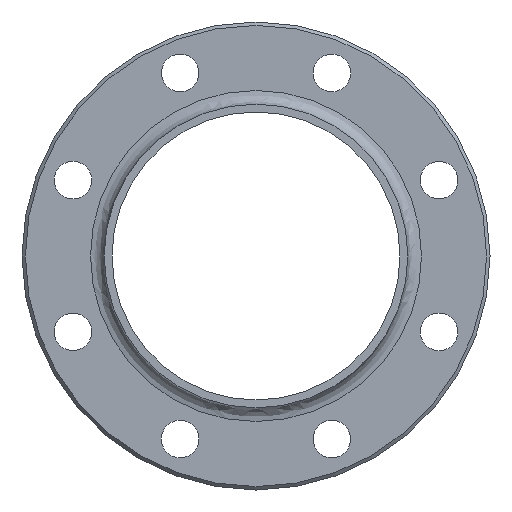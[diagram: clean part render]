
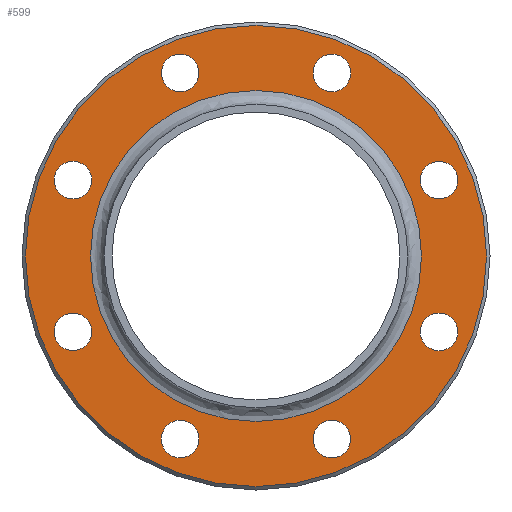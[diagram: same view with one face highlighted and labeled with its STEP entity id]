
A CAD part, left-side view. The second image highlights one B-rep face of the part: STEP entity #599.
In plain terms, the highlighted planar face has unit normal (-1, 0, 0).
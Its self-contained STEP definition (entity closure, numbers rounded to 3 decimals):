
#94=CARTESIAN_POINT('',(46.,-18.307,-49.696));
#95=VERTEX_POINT('',#94);
#96=CARTESIAN_POINT('',(46.,-22.196,-53.585));
#97=DIRECTION('',(1.,0.0,0.0));
#98=DIRECTION('',(0.0,-0.707,-0.707));
#99=AXIS2_PLACEMENT_3D('',#96,#97,#98);
#100=CIRCLE('',#99,5.5);
#101=EDGE_CURVE('',#95,#95,#100,.T.);
#143=CARTESIAN_POINT('',(46.,-48.085,-22.196));
#144=VERTEX_POINT('',#143);
#145=CARTESIAN_POINT('',(46.,-53.585,-22.196));
#146=DIRECTION('',(1.0,0.0,0.0));
#147=DIRECTION('',(0.0,-1.0,0.0));
#148=AXIS2_PLACEMENT_3D('',#145,#146,#147);
#149=CIRCLE('',#148,5.5);
#150=EDGE_CURVE('',#144,#144,#149,.T.);
#192=CARTESIAN_POINT('',(46.,-49.696,18.307));
#193=VERTEX_POINT('',#192);
#194=CARTESIAN_POINT('',(46.,-53.585,22.196));
#195=DIRECTION('',(1.0,0.0,0.0));
#196=DIRECTION('',(0.0,-0.707,0.707));
#197=AXIS2_PLACEMENT_3D('',#194,#195,#196);
#198=CIRCLE('',#197,5.5);
#199=EDGE_CURVE('',#193,#193,#198,.T.);
#241=CARTESIAN_POINT('',(46.,-22.196,48.085));
#242=VERTEX_POINT('',#241);
#243=CARTESIAN_POINT('',(46.,-22.196,53.585));
#244=DIRECTION('',(1.0,0.0,0.0));
#245=DIRECTION('',(0.0,0.0,1.0));
#246=AXIS2_PLACEMENT_3D('',#243,#244,#245);
#247=CIRCLE('',#246,5.5);
#248=EDGE_CURVE('',#242,#242,#247,.T.);
#290=CARTESIAN_POINT('',(46.,18.307,49.696));
#291=VERTEX_POINT('',#290);
#292=CARTESIAN_POINT('',(46.,22.196,53.585));
#293=DIRECTION('',(1.0,0.0,0.0));
#294=DIRECTION('',(0.0,0.707,0.707));
#295=AXIS2_PLACEMENT_3D('',#292,#293,#294);
#296=CIRCLE('',#295,5.5);
#297=EDGE_CURVE('',#291,#291,#296,.T.);
#339=CARTESIAN_POINT('',(46.,48.085,22.196));
#340=VERTEX_POINT('',#339);
#341=CARTESIAN_POINT('',(46.,53.585,22.196));
#342=DIRECTION('',(1.0,0.0,0.0));
#343=DIRECTION('',(0.0,1.0,0.0));
#344=AXIS2_PLACEMENT_3D('',#341,#342,#343);
#345=CIRCLE('',#344,5.5);
#346=EDGE_CURVE('',#340,#340,#345,.T.);
#388=CARTESIAN_POINT('',(46.,49.696,-18.307));
#389=VERTEX_POINT('',#388);
#390=CARTESIAN_POINT('',(46.,53.585,-22.196));
#391=DIRECTION('',(1.0,0.0,0.0));
#392=DIRECTION('',(0.0,0.707,-0.707));
#393=AXIS2_PLACEMENT_3D('',#390,#391,#392);
#394=CIRCLE('',#393,5.5);
#395=EDGE_CURVE('',#389,#389,#394,.T.);
#437=CARTESIAN_POINT('',(46.,22.196,-48.085));
#438=VERTEX_POINT('',#437);
#439=CARTESIAN_POINT('',(46.,22.196,-53.585));
#440=DIRECTION('',(1.0,0.0,0.0));
#441=DIRECTION('',(0.0,0.0,-1.0));
#442=AXIS2_PLACEMENT_3D('',#439,#440,#441);
#443=CIRCLE('',#442,5.5);
#444=EDGE_CURVE('',#438,#438,#443,.T.);
#533=CARTESIAN_POINT('',(46.,67.5,0.));
#534=VERTEX_POINT('',#533);
#535=CARTESIAN_POINT('',(46.,0.0,0.0));
#536=DIRECTION('',(1.0,0.0,0.0));
#537=DIRECTION('',(0.0,-1.0,0.0));
#538=AXIS2_PLACEMENT_3D('',#535,#536,#537);
#539=CIRCLE('',#538,67.5);
#540=EDGE_CURVE('',#534,#534,#539,.T.);
#556=CARTESIAN_POINT('',(46.,58.475,0.0));
#557=DIRECTION('',(-1.0,0.0,0.0));
#558=DIRECTION('',(0.0,0.0,1.0));
#559=AXIS2_PLACEMENT_3D('',#556,#557,#558);
#560=PLANE('',#559);
#561=ORIENTED_EDGE('',*,*,#540,.F.);
#562=EDGE_LOOP('',(#561));
#563=FACE_OUTER_BOUND('',#562,.T.);
#564=ORIENTED_EDGE('',*,*,#101,.T.);
#565=EDGE_LOOP('',(#564));
#566=FACE_BOUND('',#565,.T.);
#567=ORIENTED_EDGE('',*,*,#150,.T.);
#568=EDGE_LOOP('',(#567));
#569=FACE_BOUND('',#568,.T.);
#570=ORIENTED_EDGE('',*,*,#199,.T.);
#571=EDGE_LOOP('',(#570));
#572=FACE_BOUND('',#571,.T.);
#573=ORIENTED_EDGE('',*,*,#248,.T.);
#574=EDGE_LOOP('',(#573));
#575=FACE_BOUND('',#574,.T.);
#576=ORIENTED_EDGE('',*,*,#297,.T.);
#577=EDGE_LOOP('',(#576));
#578=FACE_BOUND('',#577,.T.);
#579=ORIENTED_EDGE('',*,*,#346,.T.);
#580=EDGE_LOOP('',(#579));
#581=FACE_BOUND('',#580,.T.);
#582=ORIENTED_EDGE('',*,*,#395,.T.);
#583=EDGE_LOOP('',(#582));
#584=FACE_BOUND('',#583,.T.);
#585=ORIENTED_EDGE('',*,*,#444,.T.);
#586=EDGE_LOOP('',(#585));
#587=FACE_BOUND('',#586,.T.);
#588=CARTESIAN_POINT('',(46.,48.45,0.0));
#589=VERTEX_POINT('',#588);
#590=CARTESIAN_POINT('',(46.,0.0,0.0));
#591=DIRECTION('',(1.0,0.0,0.0));
#592=DIRECTION('',(0.0,1.0,0.0));
#593=AXIS2_PLACEMENT_3D('',#590,#591,#592);
#594=CIRCLE('',#593,48.45);
#595=EDGE_CURVE('',#589,#589,#594,.T.);
#596=ORIENTED_EDGE('',*,*,#595,.T.);
#597=EDGE_LOOP('',(#596));
#598=FACE_BOUND('',#597,.T.);
#599=ADVANCED_FACE('',(#563,#566,#569,#572,#575,#578,#581,#584,#587,#598),#560,.T.);
